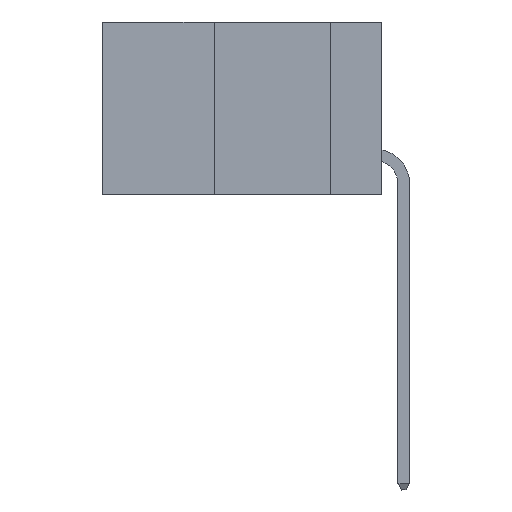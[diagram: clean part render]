
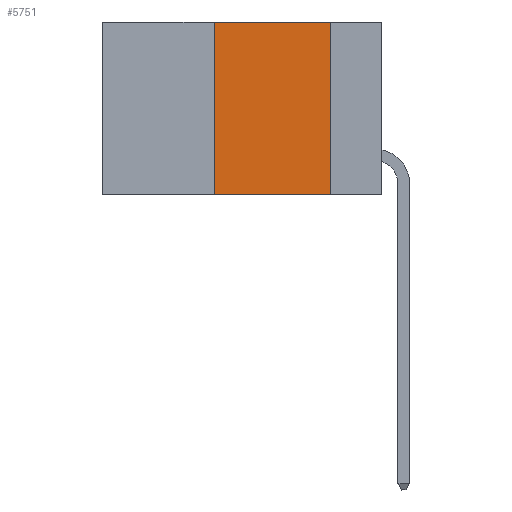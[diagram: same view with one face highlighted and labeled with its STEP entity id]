
A CAD part, left-side view. The second image highlights one B-rep face of the part: STEP entity #5751.
In plain terms, the highlighted planar face has unit normal (-1, 0, 0).
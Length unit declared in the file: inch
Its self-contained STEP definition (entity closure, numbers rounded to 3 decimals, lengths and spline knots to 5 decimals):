
#26 = VECTOR ( 'NONE', #349, 39.37008 ) ;
#305 = DIRECTION ( 'NONE',  ( 0., 0., -1. ) ) ;
#349 = DIRECTION ( 'NONE',  ( 0., -1., 0. ) ) ;
#731 = EDGE_CURVE ( 'NONE', #9454, #3369, #13279, .T. ) ;
#2502 = VECTOR ( 'NONE', #4781, 39.37008 ) ;
#2517 = CARTESIAN_POINT ( 'NONE',  ( 0., 0.11, 0. ) ) ;
#3186 = CARTESIAN_POINT ( 'NONE',  ( 0., 0.6, 0. ) ) ;
#3369 = VERTEX_POINT ( 'NONE', #11077 ) ;
#3429 = VECTOR ( 'NONE', #16646, 39.37008 ) ;
#4462 = LINE ( 'NONE', #5356, #17894 ) ;
#4501 = VERTEX_POINT ( 'NONE', #17216 ) ;
#4506 = ORIENTED_EDGE ( 'NONE', *, *, #5919, .T. ) ;
#4637 = DIRECTION ( 'NONE',  ( 1., 0., 0. ) ) ;
#4677 = CARTESIAN_POINT ( 'NONE',  ( 0., 0.6, -0.37 ) ) ;
#4781 = DIRECTION ( 'NONE',  ( 0., 0., -1. ) ) ;
#5356 = CARTESIAN_POINT ( 'NONE',  ( 0., 0.6, 0. ) ) ;
#5751 = ADVANCED_FACE ( 'NONE', ( #9712 ), #15790, .F. ) ;
#5919 = EDGE_CURVE ( 'NONE', #13877, #3369, #7536, .T. ) ;
#7536 = LINE ( 'NONE', #4677, #26 ) ;
#9063 = EDGE_CURVE ( 'NONE', #13877, #4501, #14433, .T. ) ;
#9454 = VERTEX_POINT ( 'NONE', #15782 ) ;
#9712 = FACE_OUTER_BOUND ( 'NONE', #15022, .T. ) ;
#9982 = ORIENTED_EDGE ( 'NONE', *, *, #9063, .F. ) ;
#10644 = EDGE_CURVE ( 'NONE', #4501, #9454, #4462, .T. ) ;
#11077 = CARTESIAN_POINT ( 'NONE',  ( 0., 0.11, -0.37 ) ) ;
#12206 = ORIENTED_EDGE ( 'NONE', *, *, #10644, .F. ) ;
#13009 = AXIS2_PLACEMENT_3D ( 'NONE', #3186, #4637, #305 ) ;
#13279 = LINE ( 'NONE', #2517, #2502 ) ;
#13798 = DIRECTION ( 'NONE',  ( 0., -1., 0. ) ) ;
#13877 = VERTEX_POINT ( 'NONE', #16054 ) ;
#14012 = ORIENTED_EDGE ( 'NONE', *, *, #731, .F. ) ;
#14433 = LINE ( 'NONE', #16715, #3429 ) ;
#15022 = EDGE_LOOP ( 'NONE', ( #14012, #12206, #9982, #4506 ) ) ;
#15782 = CARTESIAN_POINT ( 'NONE',  ( 0., 0.11, 0. ) ) ;
#15790 = PLANE ( 'NONE',  #13009 ) ;
#16054 = CARTESIAN_POINT ( 'NONE',  ( 0., 0.36, -0.37 ) ) ;
#16646 = DIRECTION ( 'NONE',  ( 0., 0., 1. ) ) ;
#16715 = CARTESIAN_POINT ( 'NONE',  ( 0., 0.36, 0. ) ) ;
#17216 = CARTESIAN_POINT ( 'NONE',  ( 0., 0.36, 0. ) ) ;
#17894 = VECTOR ( 'NONE', #13798, 39.37008 ) ;
